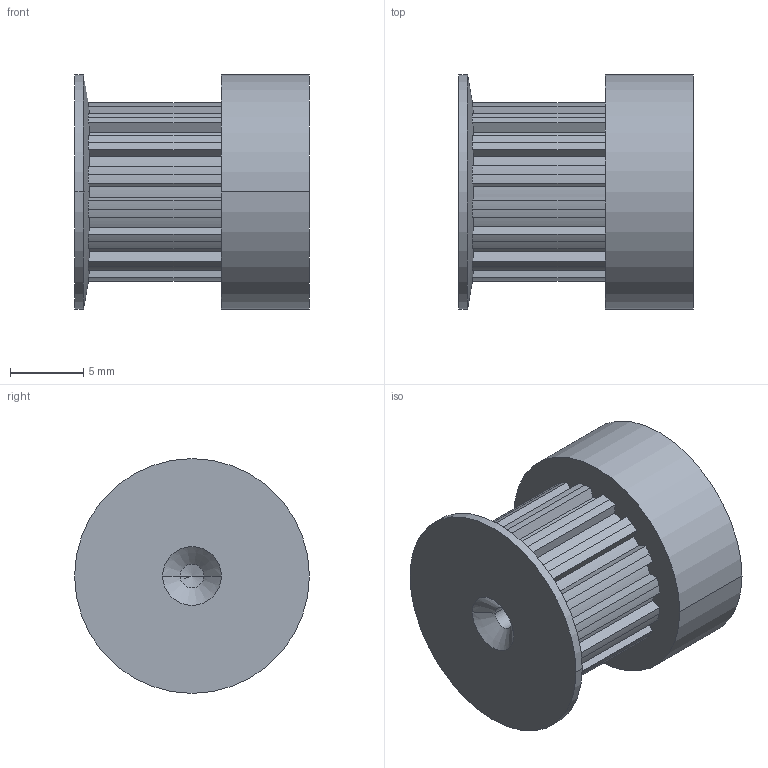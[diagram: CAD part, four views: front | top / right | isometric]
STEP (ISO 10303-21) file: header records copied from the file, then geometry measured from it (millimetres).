
FILE_DESCRIPTION(('STEP AP214'),'1');
FILE_NAME('tmp0.stp','2016-11-05T16:55:04',(' '),(' '),'Spatial InterOp 3D',' ',' ');
FILE_SCHEMA(('automotive_design'));
Length unit declared in the file: millimetre
Products named in the file (1): 1
Bounding box: 16 x 16 x 16 mm (x, y, z)
Volume: 2325.7 mm3; surface area: 1425.5 mm2
Topology: 1 solids, 1 shells, 117 faces, 332 edges, 216 vertices
Faces by surface type: cylinder 56, plane 51, cone 10
Entity records: 7070 total; most frequent: CARTESIAN_POINT 726, DIRECTION 666, ORIENTED_EDGE 656, STYLED_ITEM 584, PRESENTATION_STYLE_ASSIGNMENT 584, COLOUR_RGB 584, EDGE_CURVE 328, CURVE_STYLE 294
